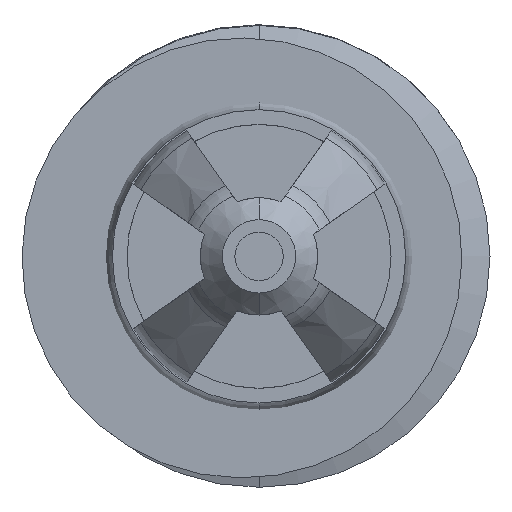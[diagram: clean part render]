
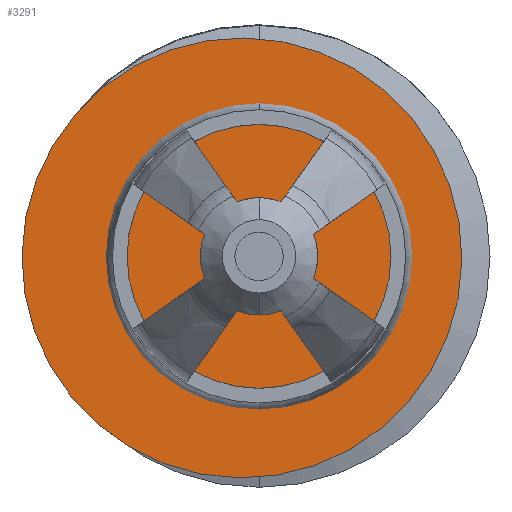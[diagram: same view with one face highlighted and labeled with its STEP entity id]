
A CAD part, front view. The second image highlights one B-rep face of the part: STEP entity #3291.
In plain terms, the highlighted face is planar.
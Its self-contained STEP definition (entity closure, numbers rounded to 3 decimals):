
#95 = CIRCLE ( 'NONE', #1281, 30. ) ;
#136 = DIRECTION ( 'NONE',  ( 1., 0., 0. ) ) ;
#155 = FACE_OUTER_BOUND ( 'NONE', #1216, .T. ) ;
#912 = EDGE_CURVE ( 'NONE', #2011, #1236, #95, .T. ) ;
#1169 = DIRECTION ( 'NONE',  ( 1., 0., 0. ) ) ;
#1216 = EDGE_LOOP ( 'NONE', ( #2480, #2321 ) ) ;
#1236 = VERTEX_POINT ( 'NONE', #2522 ) ;
#1281 = AXIS2_PLACEMENT_3D ( 'NONE', #3215, #1477, #3518 ) ;
#1477 = DIRECTION ( 'NONE',  ( 0., 0., 1. ) ) ;
#1607 = AXIS2_PLACEMENT_3D ( 'NONE', #1751, #2929, #1169 ) ;
#1751 = CARTESIAN_POINT ( 'NONE',  ( 0., 0., -2.5 ) ) ;
#1906 = DIRECTION ( 'NONE',  ( 0., 0., 1. ) ) ;
#1969 = EDGE_CURVE ( 'NONE', #1236, #2011, #2589, .T. ) ;
#2011 = VERTEX_POINT ( 'NONE', #3671 ) ;
#2175 = AXIS2_PLACEMENT_3D ( 'NONE', #3644, #1906, #136 ) ;
#2321 = ORIENTED_EDGE ( 'NONE', *, *, #1969, .F. ) ;
#2480 = ORIENTED_EDGE ( 'NONE', *, *, #912, .F. ) ;
#2522 = CARTESIAN_POINT ( 'NONE',  ( -30., 0., -2.5 ) ) ;
#2589 = CIRCLE ( 'NONE', #2175, 30. ) ;
#2637 = PLANE ( 'NONE',  #1607 ) ;
#2929 = DIRECTION ( 'NONE',  ( 0., 0., 1. ) ) ;
#3215 = CARTESIAN_POINT ( 'NONE',  ( 0., 0., -2.5 ) ) ;
#3291 = ADVANCED_FACE ( 'NONE', ( #155 ), #2637, .F. ) ;
#3518 = DIRECTION ( 'NONE',  ( 1., 0., 0. ) ) ;
#3644 = CARTESIAN_POINT ( 'NONE',  ( 0., 0., -2.5 ) ) ;
#3671 = CARTESIAN_POINT ( 'NONE',  ( 30., 0., -2.5 ) ) ;
